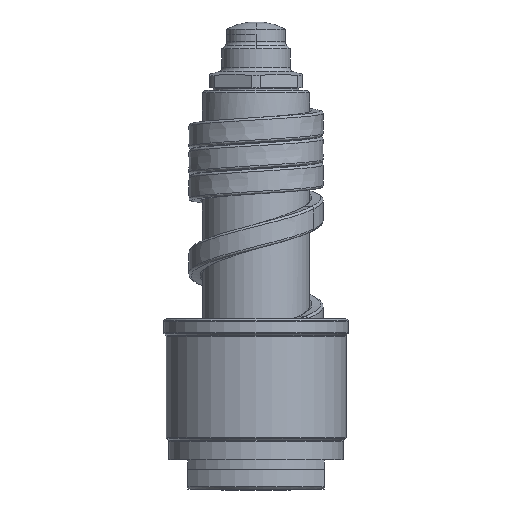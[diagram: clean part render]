
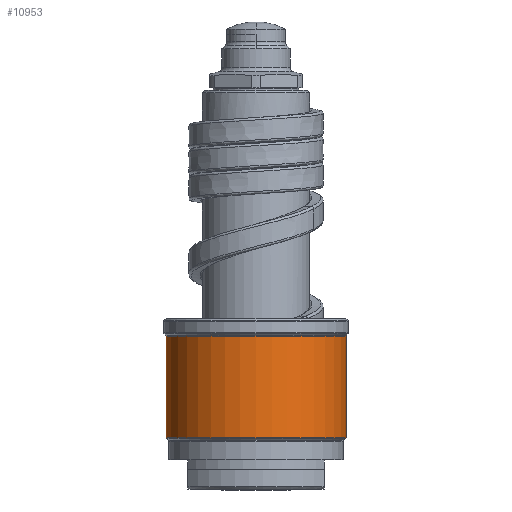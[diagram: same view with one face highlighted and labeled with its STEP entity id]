
A CAD part, front view. The second image highlights one B-rep face of the part: STEP entity #10953.
In plain terms, the highlighted cylindrical face has radius 18.5 mm (diameter 37 mm), a partial arc.
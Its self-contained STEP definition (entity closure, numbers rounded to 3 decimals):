
#3399=CARTESIAN_POINT('',(0.,0.,10.583));
#3400=DIRECTION('',(0.,0.,1.));
#3401=DIRECTION('',(-1.,0.,0.));
#3402=AXIS2_PLACEMENT_3D('',#3399,#3400,#3401);
#3404=DIRECTION('',(0.,0.,-1.));
#3405=VECTOR('',#3404,20.834);
#3406=CARTESIAN_POINT('',(-18.5,0.,31.417));
#3407=LINE('',#3406,#3405);
#3408=CARTESIAN_POINT('',(0.,0.,31.417));
#3409=DIRECTION('',(0.,0.,1.));
#3410=DIRECTION('',(-1.,0.,0.));
#3411=AXIS2_PLACEMENT_3D('',#3408,#3409,#3410);
#3413=DIRECTION('',(0.,0.,-1.));
#3414=VECTOR('',#3413,20.834);
#3415=CARTESIAN_POINT('',(18.5,0.,31.417));
#3416=LINE('',#3415,#3414);
#6075=CARTESIAN_POINT('',(18.5,0.,31.417));
#6076=CARTESIAN_POINT('',(-18.5,0.,31.417));
#6077=VERTEX_POINT('',#6075);
#6078=VERTEX_POINT('',#6076);
#6101=CARTESIAN_POINT('',(18.5,0.,10.583));
#6102=VERTEX_POINT('',#6101);
#6103=CARTESIAN_POINT('',(-18.5,0.,10.583));
#6104=VERTEX_POINT('',#6103);
#10941=CARTESIAN_POINT('',(0.,0.,8.75));
#10942=DIRECTION('',(0.,0.,1.));
#10943=DIRECTION('',(-1.,0.,0.));
#10944=AXIS2_PLACEMENT_3D('',#10941,#10942,#10943);
#10945=CYLINDRICAL_SURFACE('',#10944,18.5);
#10946=ORIENTED_EDGE('',*,*,#8582,.F.);
#10947=ORIENTED_EDGE('',*,*,#8563,.F.);
#10949=ORIENTED_EDGE('',*,*,#10948,.T.);
#10950=ORIENTED_EDGE('',*,*,#8559,.T.);
#10951=EDGE_LOOP('',(#10946,#10947,#10949,#10950));
#10952=FACE_OUTER_BOUND('',#10951,.F.);
#3403=CIRCLE('',#3402,18.5);
#3412=CIRCLE('',#3411,18.5);
#8559=EDGE_CURVE('',#6077,#6102,#3416,.T.);
#8563=EDGE_CURVE('',#6078,#6104,#3407,.T.);
#8582=EDGE_CURVE('',#6104,#6102,#3403,.T.);
#10948=EDGE_CURVE('',#6078,#6077,#3412,.T.);
#10953=ADVANCED_FACE('',(#10952),#10945,.T.);
